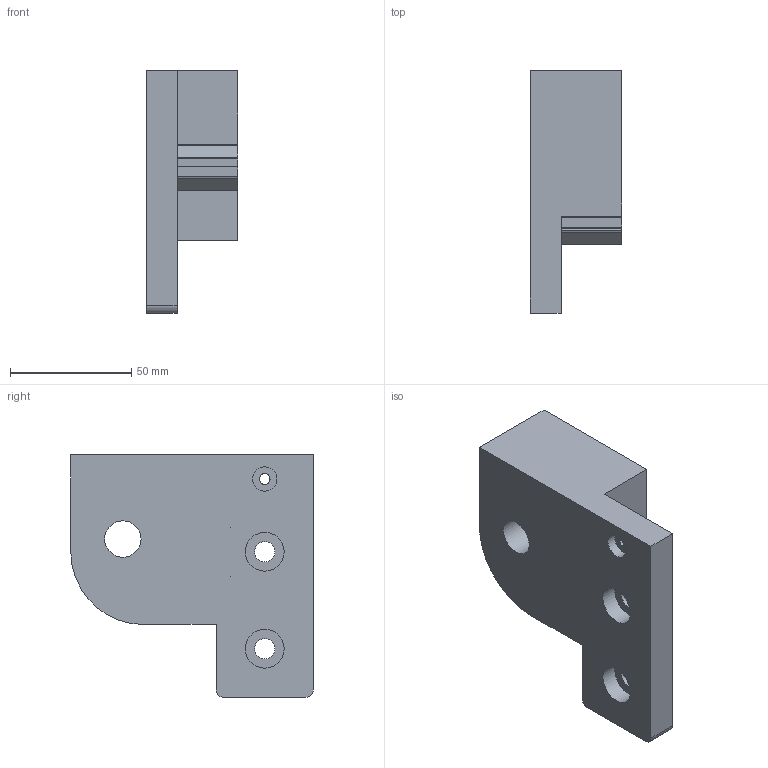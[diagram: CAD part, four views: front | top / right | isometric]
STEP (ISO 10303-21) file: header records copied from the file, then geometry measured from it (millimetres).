
FILE_DESCRIPTION(/* description */ (''),/* implementation_level */ '2;1');
FILE_NAME(/* name */ 'CNC_Rightfront.step',/* time_stamp */ '2024-07-18T11:50:11-07:00',/* author */ (''),/* organization */ (''),/* preprocessor_version */ 'ST-DEVELOPER v20',/* originating_system */ 'Autodesk Translation Framework v13.14.0.145',/* authorisation */ '');
FILE_SCHEMA (('AUTOMOTIVE_DESIGN { 1 0 10303 214 3 1 1 }'));
Length unit declared in the file: millimetre
Products named in the file (1): CNC Assembly_Rightfront
Bounding box: 37.7 x 100 x 100 mm (x, y, z)
Volume: 193113.4 mm3; surface area: 30648.3 mm2
Topology: 1 solids, 1 shells, 51 faces, 134 edges, 89 vertices
Faces by surface type: plane 26, cylinder 25
Full cylindrical faces by diameter (mm): 4.4 x1, 8.4 x2, 10 x1, 15 x1, 16 x2, 22.4 x1
Entity records: 1654 total; most frequent: DIRECTION 288, CARTESIAN_POINT 275, ORIENTED_EDGE 268, EDGE_CURVE 134, AXIS2_PLACEMENT_3D 102, VERTEX_POINT 89, LINE 84, VECTOR 84
